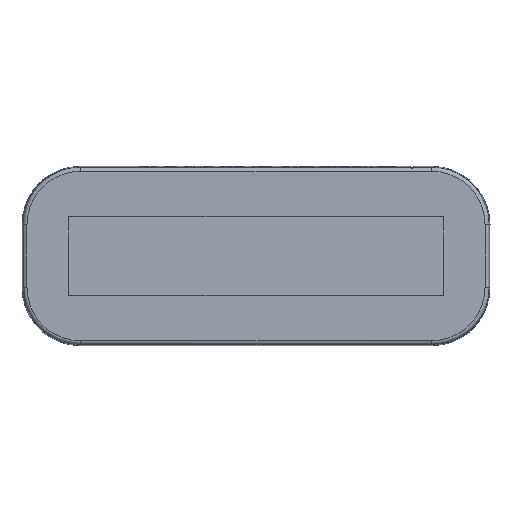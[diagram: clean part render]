
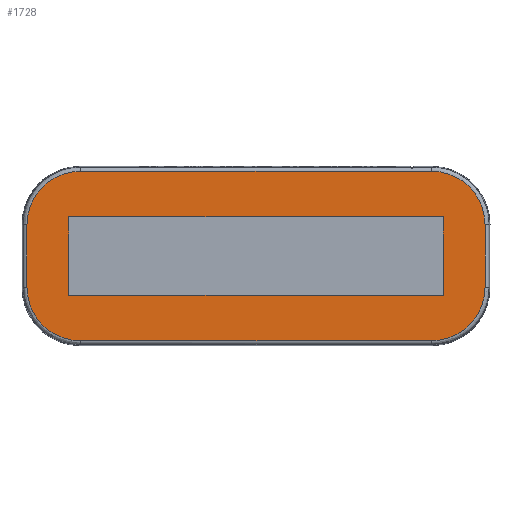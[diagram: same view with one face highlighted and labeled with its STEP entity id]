
A CAD part, left-side view. The second image highlights one B-rep face of the part: STEP entity #1728.
In plain terms, the highlighted planar face has unit normal (-1, 0, 0).
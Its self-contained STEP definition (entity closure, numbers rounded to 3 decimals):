
#384 = EDGE_CURVE ( 'NONE', #6655, #21722, #29108, .T. ) ;
#444 = CARTESIAN_POINT ( 'NONE',  ( -20.2, 30.007, 0. ) ) ;
#912 = CARTESIAN_POINT ( 'NONE',  ( -20.2, 0.644, -4.154 ) ) ;
#956 = ORIENTED_EDGE ( 'NONE', *, *, #27661, .F. ) ;
#1003 = VERTEX_POINT ( 'NONE', #7498 ) ;
#1466 = CARTESIAN_POINT ( 'NONE',  ( -20.2, 7.507, 10.863 ) ) ;
#1550 = VECTOR ( 'NONE', #21963, 1000. ) ;
#1728 = ADVANCED_FACE ( 'NONE', ( #15796, #15588 ), #27779, .F. ) ;
#1793 = CARTESIAN_POINT ( 'NONE',  ( -20.2, 0.644, -8.02 ) ) ;
#2458 = LINE ( 'NONE', #8377, #38932 ) ;
#2538 = ORIENTED_EDGE ( 'NONE', *, *, #12798, .F. ) ;
#3382 = CARTESIAN_POINT ( 'NONE',  ( -20.2, 7.507, -10.863 ) ) ;
#3819 = ORIENTED_EDGE ( 'NONE', *, *, #11508, .F. ) ;
#3874 = LINE ( 'NONE', #25113, #1550 ) ;
#4205 = ORIENTED_EDGE ( 'NONE', *, *, #32039, .F. ) ;
#4437 = CARTESIAN_POINT ( 'NONE',  ( -20.2, 52.507, 10.863 ) ) ;
#4963 = ORIENTED_EDGE ( 'NONE', *, *, #19746, .F. ) ;
#5253 = ORIENTED_EDGE ( 'NONE', *, *, #20974, .F. ) ;
#5479 = CARTESIAN_POINT ( 'NONE',  ( -20.2, 59.37, 4. ) ) ;
#5511 = EDGE_CURVE ( 'NONE', #9176, #26099, #31504, .T. ) ;
#6048 = DIRECTION ( 'NONE',  ( 0., 0., -1. ) ) ;
#6655 = VERTEX_POINT ( 'NONE', #21233 ) ;
#7498 = CARTESIAN_POINT ( 'NONE',  ( -20.2, 0.644, -4. ) ) ;
#8377 = CARTESIAN_POINT ( 'NONE',  ( -20.2, 7.353, 10.863 ) ) ;
#8453 = CARTESIAN_POINT ( 'NONE',  ( -20.2, 56.527, 10.863 ) ) ;
#8747 = DIRECTION ( 'NONE',  ( 0., -1., 0. ) ) ;
#9176 = VERTEX_POINT ( 'NONE', #1466 ) ;
#9451 = VECTOR ( 'NONE', #6048, 1000. ) ;
#9893 = ORIENTED_EDGE ( 'NONE', *, *, #38242, .F. ) ;
#10042 = ORIENTED_EDGE ( 'NONE', *, *, #20169, .F. ) ;
#10433 = CARTESIAN_POINT ( 'NONE',  ( -20.2, 0.644, -4. ) ) ;
#10809 = CARTESIAN_POINT ( 'NONE',  ( -20.2, 59.37, 8.02 ) ) ;
#11508 = EDGE_CURVE ( 'NONE', #21361, #9176, #2458, .T. ) ;
#11569 = CARTESIAN_POINT ( 'NONE',  ( -20.2, 59.37, 4.154 ) ) ;
#12439 = DIRECTION ( 'NONE',  ( 1., 0., 0. ) ) ;
#12630 = CARTESIAN_POINT ( 'NONE',  ( -20.2, 54., 5. ) ) ;
#12637 =( BOUNDED_CURVE ( )  B_SPLINE_CURVE ( 3, ( #5479, #10809, #8453, #17119 ),
 .UNSPECIFIED., .F., .T. ) 
 B_SPLINE_CURVE_WITH_KNOTS ( ( 4, 4 ),
 ( 0., 1. ),
 .UNSPECIFIED. ) 
 CURVE ( )  GEOMETRIC_REPRESENTATION_ITEM ( )  RATIONAL_B_SPLINE_CURVE ( ( 1., 0.805, 0.805, 1. ) ) 
 REPRESENTATION_ITEM ( '' )  );
#12798 = EDGE_CURVE ( 'NONE', #31844, #22998, #23062, .T. ) ;
#13221 = CARTESIAN_POINT ( 'NONE',  ( -20.2, 0.644, 8.02 ) ) ;
#14511 = CARTESIAN_POINT ( 'NONE',  ( -20.2, 54., -5. ) ) ;
#14994 = CARTESIAN_POINT ( 'NONE',  ( -20.2, 7.507, 10.863 ) ) ;
#15388 = CARTESIAN_POINT ( 'NONE',  ( -20.2, 56.527, -10.863 ) ) ;
#15588 = FACE_OUTER_BOUND ( 'NONE', #28246, .T. ) ;
#15796 = FACE_BOUND ( 'NONE', #33543, .T. ) ;
#15998 = CARTESIAN_POINT ( 'NONE',  ( -20.2, 52.507, -10.863 ) ) ;
#16049 = DIRECTION ( 'NONE',  ( 0., 0., -1. ) ) ;
#16895 = CARTESIAN_POINT ( 'NONE',  ( -20.2, 6., -5. ) ) ;
#17072 = VERTEX_POINT ( 'NONE', #3382 ) ;
#17119 = CARTESIAN_POINT ( 'NONE',  ( -20.2, 52.507, 10.863 ) ) ;
#18395 =( BOUNDED_CURVE ( )  B_SPLINE_CURVE ( 3, ( #20525, #15388, #27378, #24445 ),
 .UNSPECIFIED., .F., .T. ) 
 B_SPLINE_CURVE_WITH_KNOTS ( ( 4, 4 ),
 ( 0., 1. ),
 .UNSPECIFIED. ) 
 CURVE ( )  GEOMETRIC_REPRESENTATION_ITEM ( )  RATIONAL_B_SPLINE_CURVE ( ( 1., 0.805, 0.805, 1. ) ) 
 REPRESENTATION_ITEM ( '' )  );
#18723 = CARTESIAN_POINT ( 'NONE',  ( -20.2, 0.644, 4. ) ) ;
#18765 = EDGE_CURVE ( 'NONE', #28687, #6655, #18395, .T. ) ;
#19746 = EDGE_CURVE ( 'NONE', #22998, #32874, #28569, .T. ) ;
#20100 = ORIENTED_EDGE ( 'NONE', *, *, #5511, .F. ) ;
#20126 = VECTOR ( 'NONE', #35056, 1000. ) ;
#20169 = EDGE_CURVE ( 'NONE', #21722, #21361, #12637, .T. ) ;
#20419 = LINE ( 'NONE', #29837, #9451 ) ;
#20525 = CARTESIAN_POINT ( 'NONE',  ( -20.2, 52.507, -10.863 ) ) ;
#20974 = EDGE_CURVE ( 'NONE', #32874, #27815, #20419, .T. ) ;
#21233 = CARTESIAN_POINT ( 'NONE',  ( -20.2, 59.37, -4. ) ) ;
#21361 = VERTEX_POINT ( 'NONE', #4437 ) ;
#21722 = VERTEX_POINT ( 'NONE', #24479 ) ;
#21804 = CARTESIAN_POINT ( 'NONE',  ( -20.2, 54., -5. ) ) ;
#21963 = DIRECTION ( 'NONE',  ( 0., 1., 0. ) ) ;
#22359 = VECTOR ( 'NONE', #38713, 1000. ) ;
#22998 = VERTEX_POINT ( 'NONE', #27306 ) ;
#23062 = LINE ( 'NONE', #28571, #20126 ) ;
#23541 = ORIENTED_EDGE ( 'NONE', *, *, #32134, .F. ) ;
#24445 = CARTESIAN_POINT ( 'NONE',  ( -20.2, 59.37, -4. ) ) ;
#24479 = CARTESIAN_POINT ( 'NONE',  ( -20.2, 59.37, 4. ) ) ;
#24953 =( BOUNDED_CURVE ( )  B_SPLINE_CURVE ( 3, ( #10433, #1793, #28927, #31868 ),
 .UNSPECIFIED., .F., .T. ) 
 B_SPLINE_CURVE_WITH_KNOTS ( ( 4, 4 ),
 ( 0., 1. ),
 .UNSPECIFIED. ) 
 CURVE ( )  GEOMETRIC_REPRESENTATION_ITEM ( )  RATIONAL_B_SPLINE_CURVE ( ( 1., 0.805, 0.805, 1. ) ) 
 REPRESENTATION_ITEM ( '' )  );
#24966 = VECTOR ( 'NONE', #38501, 1000. ) ;
#25113 = CARTESIAN_POINT ( 'NONE',  ( -20.2, 52.661, -10.863 ) ) ;
#26099 = VERTEX_POINT ( 'NONE', #26525 ) ;
#26525 = CARTESIAN_POINT ( 'NONE',  ( -20.2, 0.644, 4. ) ) ;
#26993 = CARTESIAN_POINT ( 'NONE',  ( -20.2, 3.487, 10.863 ) ) ;
#27306 = CARTESIAN_POINT ( 'NONE',  ( -20.2, 6., 5. ) ) ;
#27378 = CARTESIAN_POINT ( 'NONE',  ( -20.2, 59.37, -8.02 ) ) ;
#27661 = EDGE_CURVE ( 'NONE', #1003, #17072, #24953, .T. ) ;
#27772 = CARTESIAN_POINT ( 'NONE',  ( -20.2, 54., 5. ) ) ;
#27779 = PLANE ( 'NONE',  #33673 ) ;
#27815 = VERTEX_POINT ( 'NONE', #21804 ) ;
#27866 = ORIENTED_EDGE ( 'NONE', *, *, #18765, .F. ) ;
#28246 = EDGE_LOOP ( 'NONE', ( #27866, #23541, #956, #4205, #20100, #3819, #10042, #34205 ) ) ;
#28569 = LINE ( 'NONE', #27772, #29498 ) ;
#28571 = CARTESIAN_POINT ( 'NONE',  ( -20.2, 6., -5. ) ) ;
#28687 = VERTEX_POINT ( 'NONE', #15998 ) ;
#28927 = CARTESIAN_POINT ( 'NONE',  ( -20.2, 3.487, -10.863 ) ) ;
#29108 = LINE ( 'NONE', #11569, #22359 ) ;
#29498 = VECTOR ( 'NONE', #30916, 1000. ) ;
#29644 = LINE ( 'NONE', #14511, #24966 ) ;
#29837 = CARTESIAN_POINT ( 'NONE',  ( -20.2, 54., -5. ) ) ;
#30719 = DIRECTION ( 'NONE',  ( 0., 0., -1. ) ) ;
#30916 = DIRECTION ( 'NONE',  ( 0., 1., 0. ) ) ;
#31504 =( BOUNDED_CURVE ( )  B_SPLINE_CURVE ( 3, ( #14994, #26993, #13221, #18723 ),
 .UNSPECIFIED., .F., .F. ) 
 B_SPLINE_CURVE_WITH_KNOTS ( ( 4, 4 ),
 ( 0., 1. ),
 .UNSPECIFIED. ) 
 CURVE ( )  GEOMETRIC_REPRESENTATION_ITEM ( )  RATIONAL_B_SPLINE_CURVE ( ( 1., 0.805, 0.805, 1. ) ) 
 REPRESENTATION_ITEM ( '' )  );
#31844 = VERTEX_POINT ( 'NONE', #16895 ) ;
#31868 = CARTESIAN_POINT ( 'NONE',  ( -20.2, 7.507, -10.863 ) ) ;
#32039 = EDGE_CURVE ( 'NONE', #26099, #1003, #33950, .T. ) ;
#32134 = EDGE_CURVE ( 'NONE', #17072, #28687, #3874, .T. ) ;
#32874 = VERTEX_POINT ( 'NONE', #12630 ) ;
#33543 = EDGE_LOOP ( 'NONE', ( #2538, #9893, #5253, #4963 ) ) ;
#33673 = AXIS2_PLACEMENT_3D ( 'NONE', #444, #12439, #30719 ) ;
#33950 = LINE ( 'NONE', #912, #36087 ) ;
#34205 = ORIENTED_EDGE ( 'NONE', *, *, #384, .F. ) ;
#35056 = DIRECTION ( 'NONE',  ( 0., 0., 1. ) ) ;
#36087 = VECTOR ( 'NONE', #16049, 1000. ) ;
#38242 = EDGE_CURVE ( 'NONE', #27815, #31844, #29644, .T. ) ;
#38501 = DIRECTION ( 'NONE',  ( 0., -1., 0. ) ) ;
#38713 = DIRECTION ( 'NONE',  ( 0., 0., 1. ) ) ;
#38932 = VECTOR ( 'NONE', #8747, 1000. ) ;
